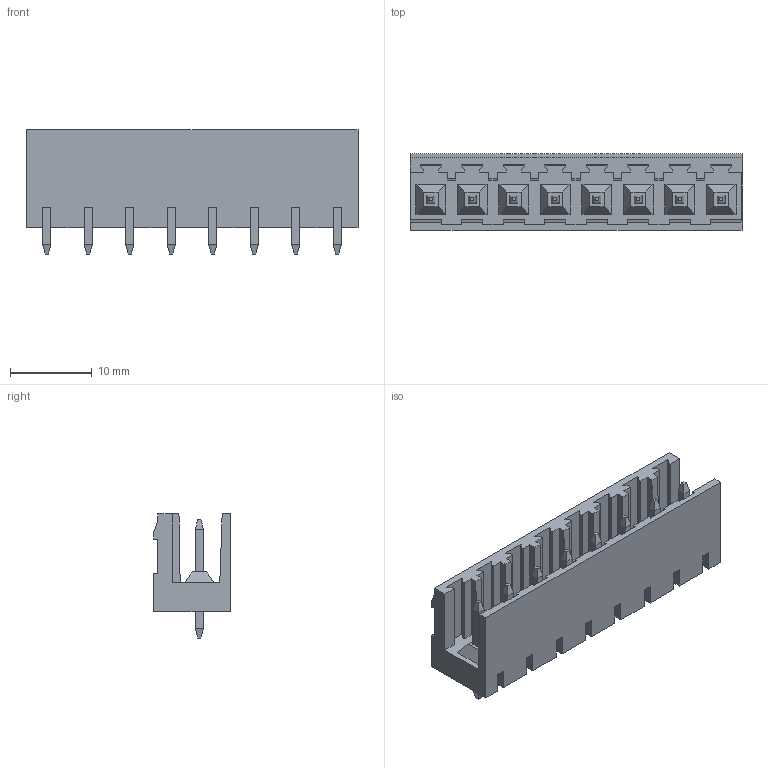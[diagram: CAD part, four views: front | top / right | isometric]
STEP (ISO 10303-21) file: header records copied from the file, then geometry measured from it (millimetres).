
FILE_DESCRIPTION(('CATIA V5 STEP Exchange','CAx-IF Rec.Pracs.--- Model Styling and Organization---1.2---2011-12-15'),'2;1');
FILE_NAME ('D1450150_0_1240160000_1240160000.stp','2018-11-02T07:39:51+00:00',('none'),('Weidmueller'),'CATIA Version 5-6 Release 2014','CATIA V5 STEP AP214','none');
FILE_SCHEMA(('AUTOMOTIVE_DESIGN { 1 0 10303 214 1 1 1 1 }'));
Length unit declared in the file: millimetre
Products named in the file (1): 1240160000
Bounding box: 40.64 x 9.4 x 15.2 mm (x, y, z)
Volume: 1707.3 mm3; surface area: 3711.5 mm2
Topology: 9 solids, 9 shells, 356 faces, 966 edges, 636 vertices
Faces by surface type: plane 356
Entity records: 10206 total; most frequent: ORIENTED_EDGE 1932, CARTESIAN_POINT 1898, DIRECTION 1316, EDGE_CURVE 966, VECTOR 886, LINE 886, VERTEX_POINT 636, EDGE_LOOP 380
